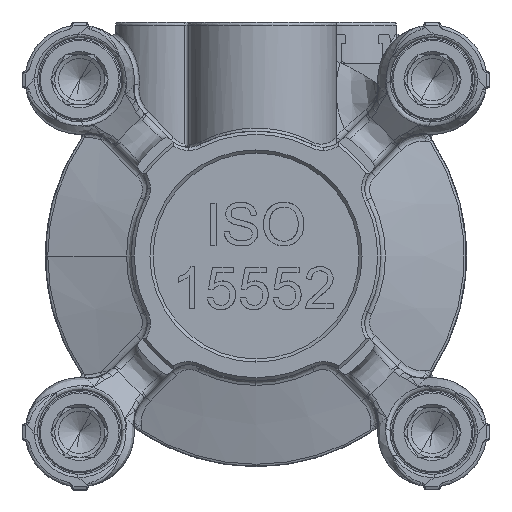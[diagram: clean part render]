
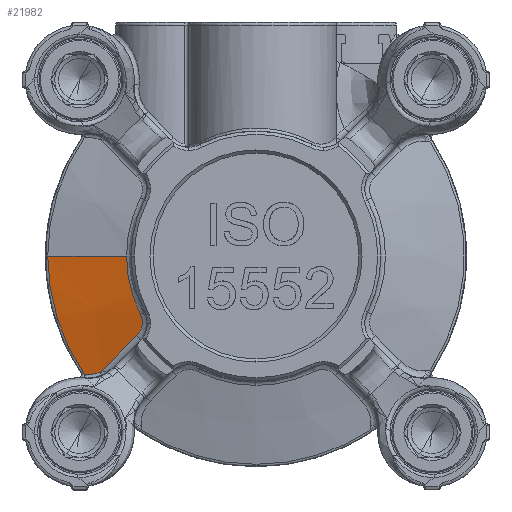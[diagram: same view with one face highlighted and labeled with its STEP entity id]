
A CAD part, front view. The second image highlights one B-rep face of the part: STEP entity #21982.
In plain terms, the highlighted conical face has half-angle 75 degrees and reference radius 33.379 mm.
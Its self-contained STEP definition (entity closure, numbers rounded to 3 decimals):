
#5172 = EDGE_CURVE ( 'NONE', #37568, #39472, #37341, .T. ) ;
#6087 = CARTESIAN_POINT ( 'NONE',  ( -18.561, 25.143, -12.091 ) ) ;
#7118 = DIRECTION ( 'NONE',  ( 0., 0., -1. ) ) ;
#7540 = CARTESIAN_POINT ( 'NONE',  ( -18.515, 24.766, -9.349 ) ) ;
#8413 = B_SPLINE_CURVE_WITH_KNOTS ( 'NONE', 3,
 ( #9781, #47989, #86207, #38602 ),
 .UNSPECIFIED., .F., .F.,
 ( 4, 4 ),
 ( 0., 1. ),
 .UNSPECIFIED. ) ;
#9781 = CARTESIAN_POINT ( 'NONE',  ( -27.478, 28.152, -18.95 ) ) ;
#9977 = EDGE_CURVE ( 'NONE', #87712, #37568, #62101, .T. ) ;
#10016 = CARTESIAN_POINT ( 'NONE',  ( -19.088, 25.365, -12.795 ) ) ;
#10690 = ORIENTED_EDGE ( 'NONE', *, *, #90604, .T. ) ;
#10920 = ORIENTED_EDGE ( 'NONE', *, *, #24253, .F. ) ;
#13533 = EDGE_CURVE ( 'NONE', #74292, #87712, #8413, .T. ) ;
#15484 = CARTESIAN_POINT ( 'NONE',  ( -18.26, 24.956, -11.26 ) ) ;
#15569 = LINE ( 'NONE', #54393, #30425 ) ;
#16701 = CARTESIAN_POINT ( 'NONE',  ( -18.221, 24.821, -10.332 ) ) ;
#17278 = ORIENTED_EDGE ( 'NONE', *, *, #5172, .T. ) ;
#19178 = CARTESIAN_POINT ( 'NONE',  ( -33.379, 28.152, 0. ) ) ;
#21982 = ADVANCED_FACE ( 'NONE', ( #44441 ), #96124, .T. ) ;
#23597 = CARTESIAN_POINT ( 'NONE',  ( -24.928, 27.545, -18.616 ) ) ;
#24253 = EDGE_CURVE ( 'NONE', #74292, #94485, #98289, .T. ) ;
#24904 = CARTESIAN_POINT ( 'NONE',  ( -18.201, 24.857, -10.642 ) ) ;
#26099 = CARTESIAN_POINT ( 'NONE',  ( -18.334, 25.015, -11.556 ) ) ;
#27153 = CARTESIAN_POINT ( 'NONE',  ( 0., 28.152, 0. ) ) ;
#30425 = VECTOR ( 'NONE', #122092, 1000. ) ;
#31209 = EDGE_CURVE ( 'NONE', #74488, #94485, #15569, .T. ) ;
#31765 = CARTESIAN_POINT ( 'NONE',  ( -25.308, 27.649, -18.762 ) ) ;
#32126 = ORIENTED_EDGE ( 'NONE', *, *, #31209, .T. ) ;
#33632 = CARTESIAN_POINT ( 'NONE',  ( -26.221, 27.875, -18.939 ) ) ;
#35068 = DIRECTION ( 'NONE',  ( 0., 1., 0. ) ) ;
#35971 = EDGE_LOOP ( 'NONE', ( #56118, #32126, #10920, #41212, #51288, #17278, #10690 ) ) ;
#37341 = B_SPLINE_CURVE_WITH_KNOTS ( 'NONE', 3,
 ( #103425, #37578, #124078, #10016 ),
 .UNSPECIFIED., .F., .F.,
 ( 4, 4 ),
 ( 0., 1. ),
 .UNSPECIFIED. ) ;
#37568 = VERTEX_POINT ( 'NONE', #23597 ) ;
#37578 = CARTESIAN_POINT ( 'NONE',  ( -22.695, 26.708, -16.388 ) ) ;
#38602 = CARTESIAN_POINT ( 'NONE',  ( -27.353, 28.126, -18.96 ) ) ;
#38617 = AXIS2_PLACEMENT_3D ( 'NONE', #74749, #75973, #103627 ) ;
#39472 = VERTEX_POINT ( 'NONE', #44859 ) ;
#39565 = CARTESIAN_POINT ( 'NONE',  ( -27.353, 28.126, -18.96 ) ) ;
#41212 = ORIENTED_EDGE ( 'NONE', *, *, #13533, .T. ) ;
#42095 = AXIS2_PLACEMENT_3D ( 'NONE', #65702, #35068, #120957 ) ;
#44285 = CARTESIAN_POINT ( 'NONE',  ( -18.213, 24.829, -10.408 ) ) ;
#44441 = FACE_OUTER_BOUND ( 'NONE', #35971, .T. ) ;
#44859 = CARTESIAN_POINT ( 'NONE',  ( -19.088, 25.365, -12.795 ) ) ;
#45496 = CARTESIAN_POINT ( 'NONE',  ( -18.675, 25.198, -12.286 ) ) ;
#47989 = CARTESIAN_POINT ( 'NONE',  ( -27.437, 28.143, -18.954 ) ) ;
#50580 = CARTESIAN_POINT ( 'NONE',  ( -25.705, 27.751, -18.866 ) ) ;
#51198 = CARTESIAN_POINT ( 'NONE',  ( -26.627, 27.969, -18.974 ) ) ;
#51288 = ORIENTED_EDGE ( 'NONE', *, *, #9977, .T. ) ;
#52196 = AXIS2_PLACEMENT_3D ( 'NONE', #27153, #103625, #7118 ) ;
#52424 = CARTESIAN_POINT ( 'NONE',  ( -24.928, 27.545, -18.616 ) ) ;
#53098 = CARTESIAN_POINT ( 'NONE',  ( -18.275, 24.97, -11.335 ) ) ;
#53694 = CARTESIAN_POINT ( 'NONE',  ( -18.302, 24.992, -11.446 ) ) ;
#54393 = CARTESIAN_POINT ( 'NONE',  ( -33.379, 28.152, 0. ) ) ;
#56118 = ORIENTED_EDGE ( 'NONE', *, *, #119377, .T. ) ;
#60574 = CARTESIAN_POINT ( 'NONE',  ( -27.353, 28.126, -18.96 ) ) ;
#62101 = B_SPLINE_CURVE_WITH_KNOTS ( 'NONE', 3,
 ( #60574, #98231, #91268, #51198, #69954, #119518, #33632, #50580, #31765, #52424 ),
 .UNSPECIFIED., .F., .F.,
 ( 4, 2, 2, 2, 4 ),
 ( 0., 0.25, 0.375, 0.5, 1. ),
 .UNSPECIFIED. ) ;
#62488 = CARTESIAN_POINT ( 'NONE',  ( -18.515, 24.766, -9.349 ) ) ;
#62978 = CARTESIAN_POINT ( 'NONE',  ( -27.478, 28.152, -18.95 ) ) ;
#63090 = CARTESIAN_POINT ( 'NONE',  ( -18.976, 25.324, -12.683 ) ) ;
#65702 = CARTESIAN_POINT ( 'NONE',  ( 0., 28.152, 0. ) ) ;
#69954 = CARTESIAN_POINT ( 'NONE',  ( -26.525, 27.946, -18.968 ) ) ;
#73102 = CARTESIAN_POINT ( 'NONE',  ( -18.408, 25.063, -11.774 ) ) ;
#74078 = B_SPLINE_CURVE_WITH_KNOTS ( 'NONE', 3,
 ( #91335, #63090, #101368, #81285, #45496, #110797, #82492, #6087, #102581, #73102, #26099, #53694, #53098, #15484, #91937, #119588, #83705, #24904, #120803, #44285, #16701, #111392, #83102, #62488 ),
 .UNSPECIFIED., .F., .F.,
 ( 4, 2, 1, 2, 2, 2, 1, 2, 2, 2, 2, 2, 4 ),
 ( 0., 0.125, 0.188, 0.219, 0.25, 0.375, 0.438, 0.469, 0.5, 0.625, 0.688, 0.75, 1. ),
 .UNSPECIFIED. ) ;
#74292 = VERTEX_POINT ( 'NONE', #62978 ) ;
#74488 = VERTEX_POINT ( 'NONE', #85461 ) ;
#74749 = CARTESIAN_POINT ( 'NONE',  ( 0., 24.766, 0. ) ) ;
#75973 = DIRECTION ( 'NONE',  ( 0., 1., 0. ) ) ;
#81285 = CARTESIAN_POINT ( 'NONE',  ( -18.739, 25.226, -12.381 ) ) ;
#82492 = CARTESIAN_POINT ( 'NONE',  ( -18.579, 25.152, -12.123 ) ) ;
#83102 = CARTESIAN_POINT ( 'NONE',  ( -18.372, 24.766, -9.632 ) ) ;
#83705 = CARTESIAN_POINT ( 'NONE',  ( -18.204, 24.89, -10.875 ) ) ;
#85461 = CARTESIAN_POINT ( 'NONE',  ( -20.741, 24.766, 0. ) ) ;
#86207 = CARTESIAN_POINT ( 'NONE',  ( -27.395, 28.135, -18.957 ) ) ;
#87054 = VERTEX_POINT ( 'NONE', #7540 ) ;
#87712 = VERTEX_POINT ( 'NONE', #39565 ) ;
#90604 = EDGE_CURVE ( 'NONE', #39472, #87054, #74078, .T. ) ;
#91268 = CARTESIAN_POINT ( 'NONE',  ( -26.936, 28.038, -18.983 ) ) ;
#91335 = CARTESIAN_POINT ( 'NONE',  ( -19.088, 25.365, -12.795 ) ) ;
#91937 = CARTESIAN_POINT ( 'NONE',  ( -18.253, 24.949, -11.224 ) ) ;
#92650 = CIRCLE ( 'NONE', #38617, 20.741 ) ;
#94485 = VERTEX_POINT ( 'NONE', #19178 ) ;
#96124 = CONICAL_SURFACE ( 'NONE', #42095, 33.379, 1.309 ) ;
#98231 = CARTESIAN_POINT ( 'NONE',  ( -27.144, 28.082, -18.978 ) ) ;
#98289 = CIRCLE ( 'NONE', #52196, 33.379 ) ;
#101368 = CARTESIAN_POINT ( 'NONE',  ( -18.875, 25.284, -12.566 ) ) ;
#102581 = CARTESIAN_POINT ( 'NONE',  ( -18.469, 25.097, -11.916 ) ) ;
#103425 = CARTESIAN_POINT ( 'NONE',  ( -24.928, 27.545, -18.616 ) ) ;
#103625 = DIRECTION ( 'NONE',  ( 0., 1., 0. ) ) ;
#103627 = DIRECTION ( 'NONE',  ( 0., 0., 1. ) ) ;
#110797 = CARTESIAN_POINT ( 'NONE',  ( -18.616, 25.17, -12.189 ) ) ;
#111392 = CARTESIAN_POINT ( 'NONE',  ( -18.279, 24.781, -9.931 ) ) ;
#119377 = EDGE_CURVE ( 'NONE', #87054, #74488, #92650, .T. ) ;
#119518 = CARTESIAN_POINT ( 'NONE',  ( -26.32, 27.898, -18.951 ) ) ;
#119588 = CARTESIAN_POINT ( 'NONE',  ( -18.219, 24.915, -11.03 ) ) ;
#120803 = CARTESIAN_POINT ( 'NONE',  ( -18.203, 24.847, -10.564 ) ) ;
#120957 = DIRECTION ( 'NONE',  ( -1., 0., 0. ) ) ;
#122092 = DIRECTION ( 'NONE',  ( -0.966, 0.259, 0. ) ) ;
#124078 = CARTESIAN_POINT ( 'NONE',  ( -20.748, 25.981, -14.448 ) ) ;
